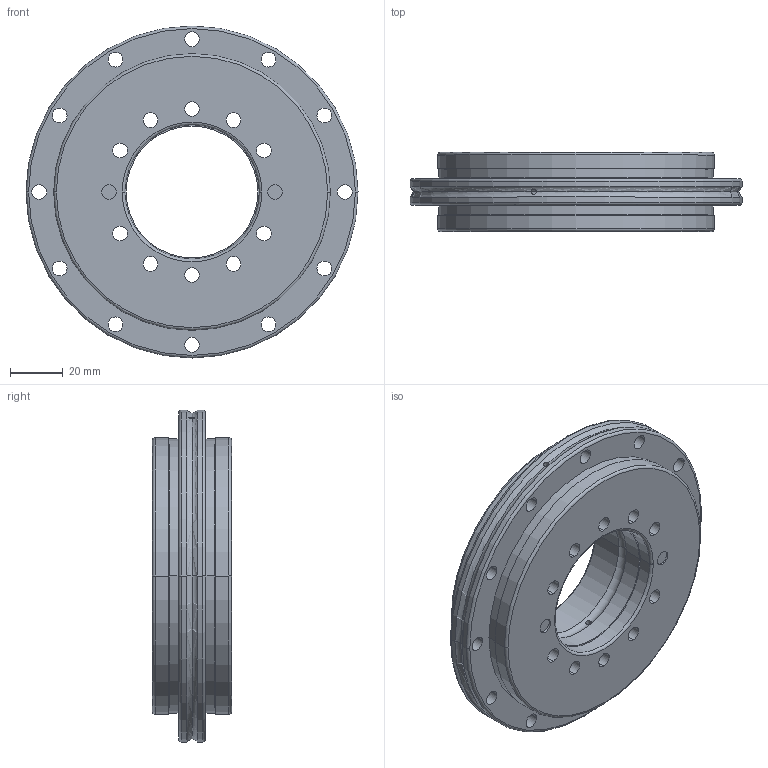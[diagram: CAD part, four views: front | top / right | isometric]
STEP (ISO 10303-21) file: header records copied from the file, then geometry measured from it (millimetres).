
FILE_DESCRIPTION (( 'STEP AP203' ), '1' );
FILE_NAME ('EFRT50.STEP', '2021-09-15T06:47:20', ( 'ｺ耙ﾇｵ酘ﾔ' ), ( 'ｺ耙ﾇｵ酘ﾔ' ), 'SwSTEP 2.0', 'SolidWorks 2020', '' );
FILE_SCHEMA (( 'CONFIG_CONTROL_DESIGN' ));
Length unit declared in the file: millimetre
Products named in the file (1): EFRT50
Bounding box: 126 x 30 x 126 mm (x, y, z)
Volume: 221848.6 mm3; surface area: 50762.3 mm2
Topology: 1 solids, 1 shells, 888 faces, 2404 edges, 1594 vertices
Faces by surface type: plane 562, bspline 198, cylinder 110, torus 18
Entity records: 35691 total; most frequent: CARTESIAN_POINT 14285, ORIENTED_EDGE 4808, DIRECTION 3628, EDGE_CURVE 2404, VECTOR 1754, LINE 1754, VERTEX_POINT 1594, EDGE_LOOP 1010
